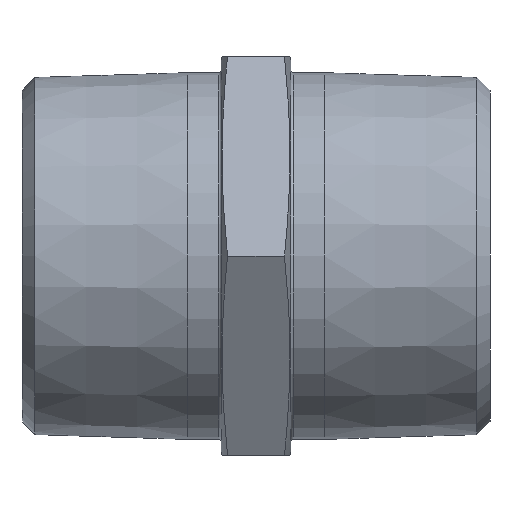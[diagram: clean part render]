
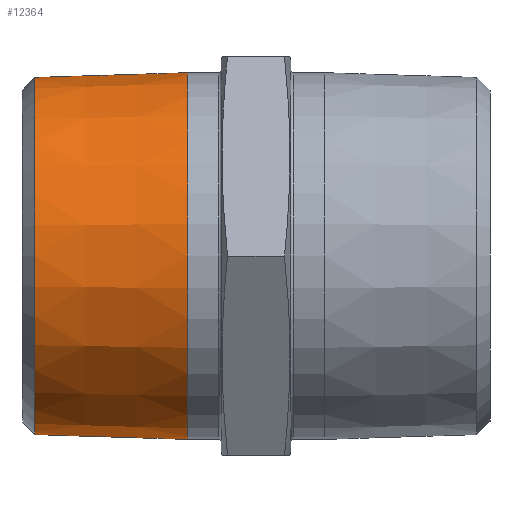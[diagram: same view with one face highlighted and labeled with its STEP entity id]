
A CAD part, front view. The second image highlights one B-rep face of the part: STEP entity #12364.
In plain terms, the highlighted conical face has half-angle 1.79 degrees and reference radius 20.955 mm.
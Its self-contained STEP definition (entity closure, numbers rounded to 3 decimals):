
#71 = CONICAL_SURFACE ( 'NONE', #3140, 20.955, 0.031 ) ;
#125 = VERTEX_POINT ( 'NONE', #4618 ) ;
#461 = DIRECTION ( 'NONE',  ( -1., 0., 0. ) ) ;
#611 = CARTESIAN_POINT ( 'NONE',  ( -7.9, 0., 0. ) ) ;
#1129 = CARTESIAN_POINT ( 'NONE',  ( -25.521, 0., 0. ) ) ;
#1384 = CIRCLE ( 'NONE', #10834, 21.155 ) ;
#2114 = EDGE_CURVE ( 'NONE', #10245, #10245, #8704, .T. ) ;
#2289 = EDGE_CURVE ( 'NONE', #125, #125, #1384, .T. ) ;
#2473 = CARTESIAN_POINT ( 'NONE',  ( -25.521, 0., 20.604 ) ) ;
#3140 = AXIS2_PLACEMENT_3D ( 'NONE', #13034, #7111, #6228 ) ;
#4618 = CARTESIAN_POINT ( 'NONE',  ( -7.9, 0., 21.155 ) ) ;
#5424 = DIRECTION ( 'NONE',  ( 1., 0., 0. ) ) ;
#6228 = DIRECTION ( 'NONE',  ( 0., 0., -1. ) ) ;
#6564 = AXIS2_PLACEMENT_3D ( 'NONE', #1129, #5424, #13553 ) ;
#7111 = DIRECTION ( 'NONE',  ( 1., 0., 0. ) ) ;
#7334 = FACE_OUTER_BOUND ( 'NONE', #14032, .T. ) ;
#8498 = ORIENTED_EDGE ( 'NONE', *, *, #2289, .T. ) ;
#8704 = CIRCLE ( 'NONE', #6564, 20.604 ) ;
#9559 = FACE_BOUND ( 'NONE', #12656, .T. ) ;
#9694 = DIRECTION ( 'NONE',  ( 0., 0., 1. ) ) ;
#10245 = VERTEX_POINT ( 'NONE', #2473 ) ;
#10834 = AXIS2_PLACEMENT_3D ( 'NONE', #611, #461, #9694 ) ;
#12353 = ORIENTED_EDGE ( 'NONE', *, *, #2114, .T. ) ;
#12364 = ADVANCED_FACE ( 'NONE', ( #9559, #7334 ), #71, .T. ) ;
#12656 = EDGE_LOOP ( 'NONE', ( #12353 ) ) ;
#13034 = CARTESIAN_POINT ( 'NONE',  ( -14.3, 0., 0. ) ) ;
#13553 = DIRECTION ( 'NONE',  ( 0., 0., 1. ) ) ;
#14032 = EDGE_LOOP ( 'NONE', ( #8498 ) ) ;
